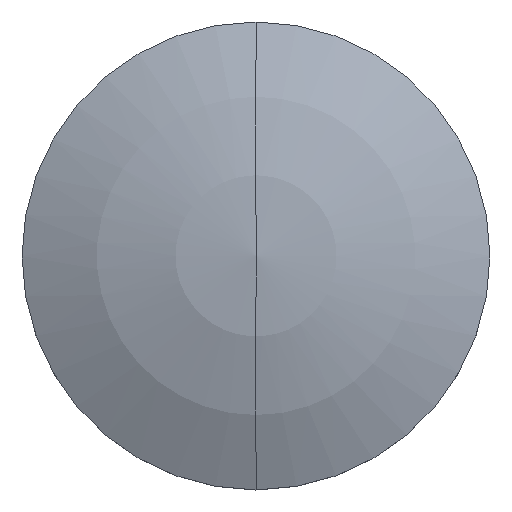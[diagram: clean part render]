
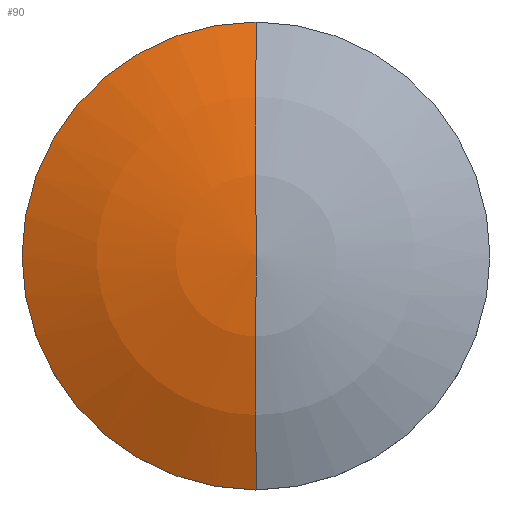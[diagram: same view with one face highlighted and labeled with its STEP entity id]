
A CAD part, top view. The second image highlights one B-rep face of the part: STEP entity #90.
In plain terms, the highlighted spherical face has radius 19.062 mm.
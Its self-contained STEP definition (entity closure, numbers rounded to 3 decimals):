
#90=ADVANCED_FACE('',(#227),#228,.T.);
#94=VERTEX_POINT('',#232);
#98=EDGE_CURVE('',#112,#94,#236,.T.);
#112=VERTEX_POINT('',#251);
#154=VERTEX_POINT('',#300);
#164=EDGE_CURVE('',#154,#112,#312,.T.);
#194=EDGE_CURVE('',#94,#154,#345,.T.);
#227=FACE_OUTER_BOUND('',#372,.T.);
#228=SPHERICAL_SURFACE('',#373,19.063);
#232=CARTESIAN_POINT('',(0.,8.5,12.));
#236=CIRCLE('',#384,8.5);
#251=CARTESIAN_POINT('',(0.,-8.5,12.));
#300=CARTESIAN_POINT('',(0.,0.,14.0));
#312=CIRCLE('',#474,19.063);
#345=CIRCLE('',#522,19.063);
#372=EDGE_LOOP('',(#548,#549,#550));
#373=AXIS2_PLACEMENT_3D('',#551,#552,#553);
#384=AXIS2_PLACEMENT_3D('',#560,#561,#562);
#474=AXIS2_PLACEMENT_3D('',#666,#667,#668);
#522=AXIS2_PLACEMENT_3D('',#704,#705,#706);
#548=ORIENTED_EDGE('',*,*,#164,.F.);
#549=ORIENTED_EDGE('',*,*,#194,.F.);
#550=ORIENTED_EDGE('',*,*,#98,.F.);
#551=CARTESIAN_POINT('',(0.,0.,-5.063));
#552=DIRECTION('',(0.0,0.0,-1.0));
#553=DIRECTION('',(0.,-1.0,0.0));
#560=CARTESIAN_POINT('',(0.,0.0,12.));
#561=DIRECTION('',(0.0,0.0,-1.0));
#562=DIRECTION('',(0.,1.0,0.0));
#666=CARTESIAN_POINT('',(0.,0.,-5.063));
#667=DIRECTION('',(1.0,0.,-0.0));
#668=DIRECTION('',(0.0,0.0,1.0));
#704=CARTESIAN_POINT('',(0.,0.,-5.063));
#705=DIRECTION('',(1.0,0.,-0.0));
#706=DIRECTION('',(0.0,0.0,1.0));
